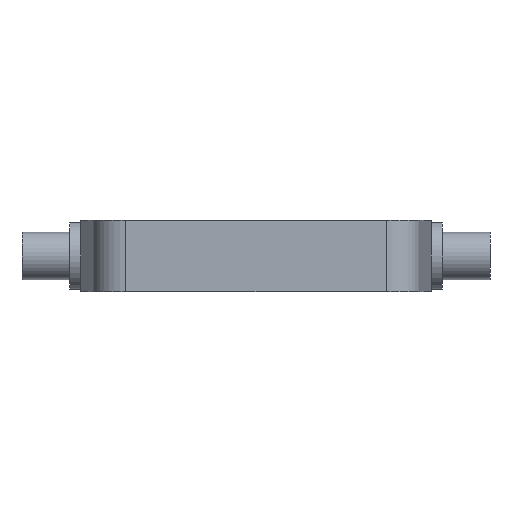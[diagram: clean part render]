
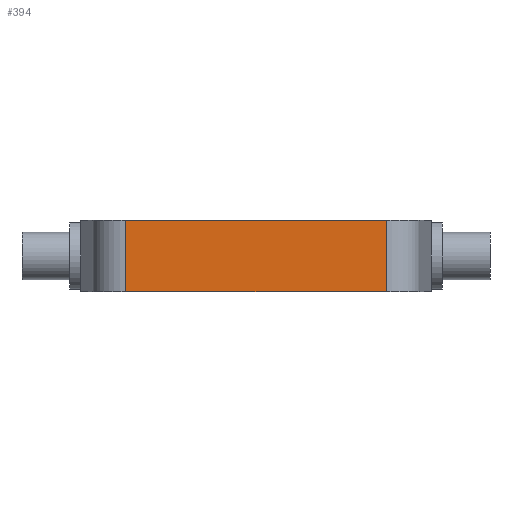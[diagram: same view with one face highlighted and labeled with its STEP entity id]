
A CAD part, front view. The second image highlights one B-rep face of the part: STEP entity #394.
In plain terms, the highlighted planar face has unit normal (0, -1, 0).
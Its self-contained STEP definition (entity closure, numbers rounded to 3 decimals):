
#44 = CARTESIAN_POINT ( 'NONE',  ( 87.5, -110., 48. ) ) ;
#58 = CARTESIAN_POINT ( 'NONE',  ( -87.5, -110., 48. ) ) ;
#67 = PLANE ( 'NONE',  #195 ) ;
#79 = DIRECTION ( 'NONE',  ( 1., 0., 0. ) ) ;
#152 = VECTOR ( 'NONE', #79, 1000. ) ;
#195 = AXIS2_PLACEMENT_3D ( 'NONE', #58, #1121, #697 ) ;
#261 = EDGE_CURVE ( 'NONE', #311, #405, #723, .T. ) ;
#276 = ORIENTED_EDGE ( 'NONE', *, *, #335, .F. ) ;
#311 = VERTEX_POINT ( 'NONE', #44 ) ;
#335 = EDGE_CURVE ( 'NONE', #983, #311, #1016, .T. ) ;
#352 = EDGE_CURVE ( 'NONE', #918, #405, #600, .T. ) ;
#369 = FACE_OUTER_BOUND ( 'NONE', #1289, .T. ) ;
#394 = ADVANCED_FACE ( 'NONE', ( #369 ), #67, .F. ) ;
#405 = VERTEX_POINT ( 'NONE', #1027 ) ;
#443 = VECTOR ( 'NONE', #671, 1000. ) ;
#477 = CARTESIAN_POINT ( 'NONE',  ( 87.5, -110., 48. ) ) ;
#479 = EDGE_CURVE ( 'NONE', #983, #918, #1299, .T. ) ;
#491 = DIRECTION ( 'NONE',  ( 1., 0., 0. ) ) ;
#555 = VECTOR ( 'NONE', #940, 1000. ) ;
#559 = ORIENTED_EDGE ( 'NONE', *, *, #352, .T. ) ;
#600 = LINE ( 'NONE', #897, #1174 ) ;
#671 = DIRECTION ( 'NONE',  ( 0., 0., -1. ) ) ;
#697 = DIRECTION ( 'NONE',  ( 0., 0., 1. ) ) ;
#723 = LINE ( 'NONE', #477, #443 ) ;
#807 = CARTESIAN_POINT ( 'NONE',  ( -87.5, -110., 48. ) ) ;
#842 = CARTESIAN_POINT ( 'NONE',  ( -87.5, -110., 48. ) ) ;
#890 = CARTESIAN_POINT ( 'NONE',  ( -87.5, -110., 48. ) ) ;
#897 = CARTESIAN_POINT ( 'NONE',  ( -87.5, -110., 0. ) ) ;
#918 = VERTEX_POINT ( 'NONE', #975 ) ;
#921 = ORIENTED_EDGE ( 'NONE', *, *, #479, .T. ) ;
#940 = DIRECTION ( 'NONE',  ( 0., 0., -1. ) ) ;
#975 = CARTESIAN_POINT ( 'NONE',  ( -87.5, -110., 0. ) ) ;
#983 = VERTEX_POINT ( 'NONE', #890 ) ;
#1016 = LINE ( 'NONE', #807, #152 ) ;
#1027 = CARTESIAN_POINT ( 'NONE',  ( 87.5, -110., 0. ) ) ;
#1110 = ORIENTED_EDGE ( 'NONE', *, *, #261, .F. ) ;
#1121 = DIRECTION ( 'NONE',  ( 0., 1., 0. ) ) ;
#1174 = VECTOR ( 'NONE', #491, 1000. ) ;
#1289 = EDGE_LOOP ( 'NONE', ( #559, #1110, #276, #921 ) ) ;
#1299 = LINE ( 'NONE', #842, #555 ) ;
